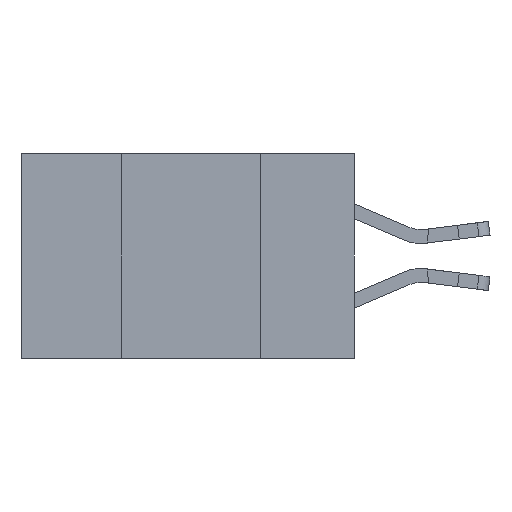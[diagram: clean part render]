
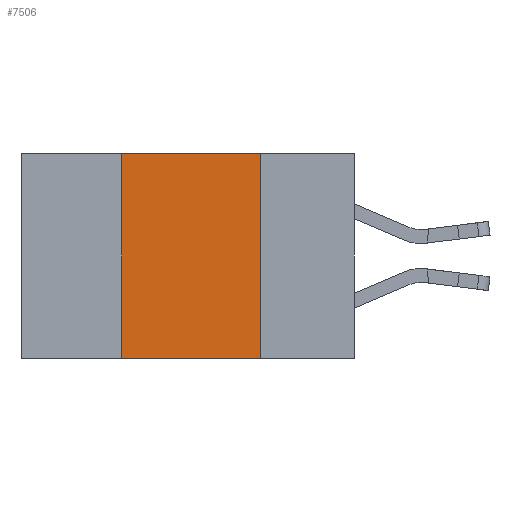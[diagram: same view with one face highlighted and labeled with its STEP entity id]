
A CAD part, left-side view. The second image highlights one B-rep face of the part: STEP entity #7506.
In plain terms, the highlighted planar face has unit normal (-1, 0, 0).
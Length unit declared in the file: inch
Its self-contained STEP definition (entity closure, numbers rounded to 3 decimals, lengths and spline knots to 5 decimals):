
#198 = CARTESIAN_POINT ( 'NONE',  ( 0., 0.17, -0.37 ) ) ;
#200 = DIRECTION ( 'NONE',  ( 0., 0., 1. ) ) ;
#471 = DIRECTION ( 'NONE',  ( 0., 0., -1. ) ) ;
#554 = DIRECTION ( 'NONE',  ( 0., -1., 0. ) ) ;
#671 = CARTESIAN_POINT ( 'NONE',  ( 0., 0.6, -0.37 ) ) ;
#718 = CARTESIAN_POINT ( 'NONE',  ( 0., 0.6, 0. ) ) ;
#1741 = VERTEX_POINT ( 'NONE', #3805 ) ;
#2136 = DIRECTION ( 'NONE',  ( 0., 0., -1. ) ) ;
#2785 = EDGE_CURVE ( 'NONE', #6595, #11134, #6189, .T. ) ;
#3351 = CARTESIAN_POINT ( 'NONE',  ( 0., 0.6, 0. ) ) ;
#3805 = CARTESIAN_POINT ( 'NONE',  ( 0., 0.42, -0.37 ) ) ;
#3944 = EDGE_CURVE ( 'NONE', #1741, #5236, #11087, .T. ) ;
#4231 = VECTOR ( 'NONE', #554, 39.37008 ) ;
#4932 = FACE_OUTER_BOUND ( 'NONE', #8487, .T. ) ;
#5223 = ORIENTED_EDGE ( 'NONE', *, *, #2785, .F. ) ;
#5236 = VERTEX_POINT ( 'NONE', #198 ) ;
#5699 = ORIENTED_EDGE ( 'NONE', *, *, #6921, .F. ) ;
#6189 = LINE ( 'NONE', #718, #7532 ) ;
#6571 = EDGE_CURVE ( 'NONE', #1741, #6595, #9366, .T. ) ;
#6595 = VERTEX_POINT ( 'NONE', #11444 ) ;
#6921 = EDGE_CURVE ( 'NONE', #11134, #5236, #7525, .T. ) ;
#7163 = DIRECTION ( 'NONE',  ( 0., -1., 0. ) ) ;
#7506 = ADVANCED_FACE ( 'NONE', ( #4932 ), #7570, .F. ) ;
#7525 = LINE ( 'NONE', #10968, #10197 ) ;
#7532 = VECTOR ( 'NONE', #7163, 39.37008 ) ;
#7570 = PLANE ( 'NONE',  #7784 ) ;
#7740 = DIRECTION ( 'NONE',  ( 1., 0., 0. ) ) ;
#7784 = AXIS2_PLACEMENT_3D ( 'NONE', #3351, #7740, #471 ) ;
#7953 = VECTOR ( 'NONE', #200, 39.37008 ) ;
#8487 = EDGE_LOOP ( 'NONE', ( #5699, #5223, #11330, #8820 ) ) ;
#8820 = ORIENTED_EDGE ( 'NONE', *, *, #3944, .T. ) ;
#9053 = CARTESIAN_POINT ( 'NONE',  ( 0., 0.17, 0. ) ) ;
#9366 = LINE ( 'NONE', #10107, #7953 ) ;
#10107 = CARTESIAN_POINT ( 'NONE',  ( 0., 0.42, -0.37 ) ) ;
#10197 = VECTOR ( 'NONE', #2136, 39.37008 ) ;
#10968 = CARTESIAN_POINT ( 'NONE',  ( 0., 0.17, -0.37 ) ) ;
#11087 = LINE ( 'NONE', #671, #4231 ) ;
#11134 = VERTEX_POINT ( 'NONE', #9053 ) ;
#11330 = ORIENTED_EDGE ( 'NONE', *, *, #6571, .F. ) ;
#11444 = CARTESIAN_POINT ( 'NONE',  ( 0., 0.42, 0. ) ) ;
